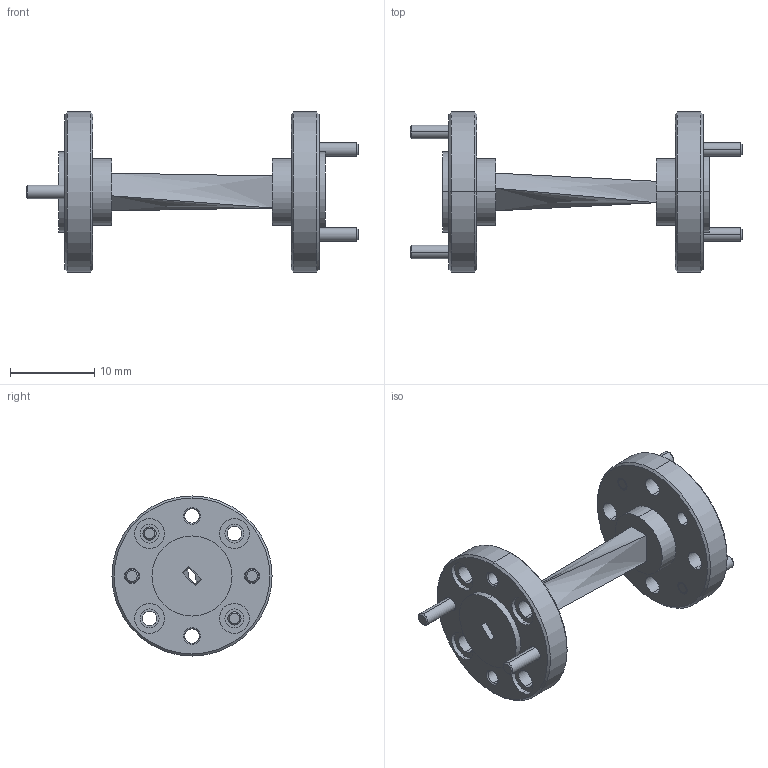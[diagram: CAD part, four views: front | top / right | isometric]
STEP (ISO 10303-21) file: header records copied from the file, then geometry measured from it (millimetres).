
FILE_DESCRIPTION (( 'STEP AP214' ), '1' );
FILE_NAME ('WB-TF-5R, Defeatured.STEP', '2025-02-03T17:40:28', ( '' ), ( '' ), 'SwSTEP 2.0', 'SolidWorks 2021', '' );
FILE_SCHEMA (( 'AUTOMOTIVE_DESIGN' ));
Length unit declared in the file: inch
Products named in the file (1): WB-TF-5R, Defeatured
Bounding box: 39.5 x 19.05 x 19.05 mm (x, y, z)
Volume: 2187.1 mm3; surface area: 2461.4 mm2
Topology: 5 solids, 5 shells, 148 faces, 324 edges, 200 vertices
Faces by surface type: cylinder 68, cone 40, plane 32, bspline 8
Entity records: 6220 total; most frequent: DIRECTION 782, CARTESIAN_POINT 761, ORIENTED_EDGE 648, EDGE_CURVE 324, AXIS2_PLACEMENT_3D 317, VERTEX_POINT 200, EDGE_LOOP 196, CIRCLE 176
